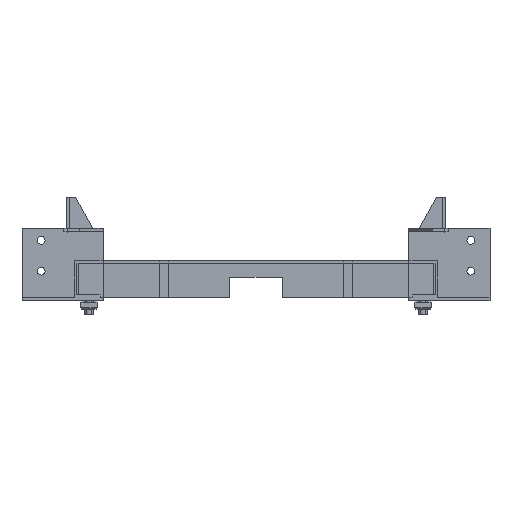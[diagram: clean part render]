
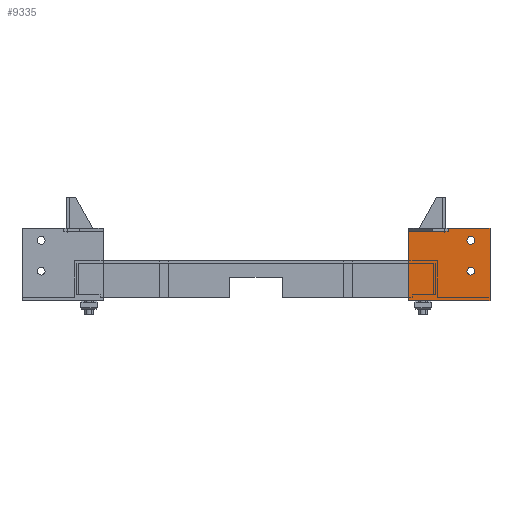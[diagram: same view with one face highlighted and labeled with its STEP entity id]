
A CAD part, front view. The second image highlights one B-rep face of the part: STEP entity #9335.
In plain terms, the highlighted planar face has unit normal (0, -1, 0).
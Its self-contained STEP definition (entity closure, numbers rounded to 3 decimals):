
#108 = CARTESIAN_POINT ( 'NONE',  ( 124.5, -1063., -29. ) ) ;
#271 = LINE ( 'NONE', #13366, #20565 ) ;
#464 = DIRECTION ( 'NONE',  ( 0., 0., 1. ) ) ;
#467 = DIRECTION ( 'NONE',  ( 0., 1., 0. ) ) ;
#619 = DIRECTION ( 'NONE',  ( 0., 1., 0. ) ) ;
#1089 = DIRECTION ( 'NONE',  ( 0., 0., 1. ) ) ;
#1181 = DIRECTION ( 'NONE',  ( 0., 0., 1. ) ) ;
#1235 = ORIENTED_EDGE ( 'NONE', *, *, #20170, .T. ) ;
#1348 = CARTESIAN_POINT ( 'NONE',  ( 124.5, -1063., -32.5 ) ) ;
#1476 = EDGE_CURVE ( 'NONE', #4208, #17742, #18791, .T. ) ;
#1615 = EDGE_LOOP ( 'NONE', ( #7888, #4597, #18766, #20884, #2337, #18059, #5777, #7564, #3090, #7198, #10523, #15871 ) ) ;
#1990 = CARTESIAN_POINT ( 'NONE',  ( 124.5, -1063., 24. ) ) ;
#2094 = DIRECTION ( 'NONE',  ( 0., 1., 0. ) ) ;
#2153 = CARTESIAN_POINT ( 'NONE',  ( 157.5, -1063., -32.5 ) ) ;
#2255 = CARTESIAN_POINT ( 'NONE',  ( 157.5, -1063., 24. ) ) ;
#2305 = AXIS2_PLACEMENT_3D ( 'NONE', #3814, #13834, #15372 ) ;
#2337 = ORIENTED_EDGE ( 'NONE', *, *, #1476, .F. ) ;
#2349 = VECTOR ( 'NONE', #7465, 1000. ) ;
#2361 = VECTOR ( 'NONE', #9061, 1000. ) ;
#2386 = LINE ( 'NONE', #4016, #3608 ) ;
#2577 = LINE ( 'NONE', #2153, #2361 ) ;
#3090 = ORIENTED_EDGE ( 'NONE', *, *, #16212, .F. ) ;
#3264 = VERTEX_POINT ( 'NONE', #5670 ) ;
#3349 = CARTESIAN_POINT ( 'NONE',  ( 124.5, -1063., 23. ) ) ;
#3426 = CARTESIAN_POINT ( 'NONE',  ( 175., -1063., -8.5 ) ) ;
#3583 = EDGE_LOOP ( 'NONE', ( #11074, #1235 ) ) ;
#3608 = VECTOR ( 'NONE', #20658, 1000. ) ;
#3814 = CARTESIAN_POINT ( 'NONE',  ( 175., -1063., -8.5 ) ) ;
#3878 = CARTESIAN_POINT ( 'NONE',  ( 157.5, -1063., -3. ) ) ;
#3928 = CARTESIAN_POINT ( 'NONE',  ( 124.5, -1063., -3. ) ) ;
#4016 = CARTESIAN_POINT ( 'NONE',  ( 153.5, -1063., 23. ) ) ;
#4138 = EDGE_CURVE ( 'NONE', #15447, #16940, #16333, .T. ) ;
#4208 = VERTEX_POINT ( 'NONE', #11104 ) ;
#4576 = CARTESIAN_POINT ( 'NONE',  ( 187.5, -1063., 26.5 ) ) ;
#4597 = ORIENTED_EDGE ( 'NONE', *, *, #13505, .T. ) ;
#4609 = DIRECTION ( 'NONE',  ( 1., 0., 0. ) ) ;
#4758 = AXIS2_PLACEMENT_3D ( 'NONE', #12081, #20357, #8969 ) ;
#5494 = DIRECTION ( 'NONE',  ( 0., 0., -1. ) ) ;
#5517 = LINE ( 'NONE', #2255, #13556 ) ;
#5670 = CARTESIAN_POINT ( 'NONE',  ( 153.625, -1063., 26.5 ) ) ;
#5692 = VERTEX_POINT ( 'NONE', #13901 ) ;
#5777 = ORIENTED_EDGE ( 'NONE', *, *, #14715, .F. ) ;
#6130 = EDGE_CURVE ( 'NONE', #19252, #15025, #10167, .T. ) ;
#6319 = CARTESIAN_POINT ( 'NONE',  ( 175., -1063., 19.75 ) ) ;
#6397 = LINE ( 'NONE', #18371, #19506 ) ;
#6980 = EDGE_CURVE ( 'NONE', #14787, #20734, #2386, .T. ) ;
#7033 = EDGE_LOOP ( 'NONE', ( #14470, #17019 ) ) ;
#7198 = ORIENTED_EDGE ( 'NONE', *, *, #6980, .T. ) ;
#7465 = DIRECTION ( 'NONE',  ( 1., 0., 0. ) ) ;
#7538 = CARTESIAN_POINT ( 'NONE',  ( 153.625, -1063., 22.875 ) ) ;
#7564 = ORIENTED_EDGE ( 'NONE', *, *, #17793, .F. ) ;
#7888 = ORIENTED_EDGE ( 'NONE', *, *, #4138, .F. ) ;
#7892 = LINE ( 'NONE', #4576, #2349 ) ;
#8182 = VERTEX_POINT ( 'NONE', #8381 ) ;
#8381 = CARTESIAN_POINT ( 'NONE',  ( 175., -1063., -11.75 ) ) ;
#8411 = CARTESIAN_POINT ( 'NONE',  ( 175., -1063., 13.25 ) ) ;
#8868 = VECTOR ( 'NONE', #1089, 1000. ) ;
#8969 = DIRECTION ( 'NONE',  ( 0., 0., 1. ) ) ;
#9061 = DIRECTION ( 'NONE',  ( -1., 0., 0. ) ) ;
#9131 = EDGE_CURVE ( 'NONE', #15025, #19252, #9227, .T. ) ;
#9227 = CIRCLE ( 'NONE', #4758, 3.25 ) ;
#9335 = ADVANCED_FACE ( 'NONE', ( #18563, #12059, #20425 ), #15467, .F. ) ;
#9454 = CARTESIAN_POINT ( 'NONE',  ( 153.5, -1063., 22.875 ) ) ;
#9622 = CARTESIAN_POINT ( 'NONE',  ( 124.5, -1063., 26.5 ) ) ;
#9745 = VERTEX_POINT ( 'NONE', #1348 ) ;
#9767 = VECTOR ( 'NONE', #20346, 1000. ) ;
#9810 = DIRECTION ( 'NONE',  ( 0., 0., -1. ) ) ;
#10167 = CIRCLE ( 'NONE', #18788, 3.25 ) ;
#10452 = DIRECTION ( 'NONE',  ( -1., 0., 0. ) ) ;
#10523 = ORIENTED_EDGE ( 'NONE', *, *, #12209, .T. ) ;
#10631 = VECTOR ( 'NONE', #9810, 1000. ) ;
#10960 = CARTESIAN_POINT ( 'NONE',  ( 190.5, -1063., -29. ) ) ;
#11074 = ORIENTED_EDGE ( 'NONE', *, *, #15108, .T. ) ;
#11104 = CARTESIAN_POINT ( 'NONE',  ( 190.5, -1063., 26.5 ) ) ;
#11344 = VECTOR ( 'NONE', #1181, 1000. ) ;
#11635 = AXIS2_PLACEMENT_3D ( 'NONE', #3878, #619, #17175 ) ;
#11844 = VERTEX_POINT ( 'NONE', #7538 ) ;
#12059 = FACE_BOUND ( 'NONE', #7033, .T. ) ;
#12081 = CARTESIAN_POINT ( 'NONE',  ( 175., -1063., 16.5 ) ) ;
#12209 = EDGE_CURVE ( 'NONE', #20734, #17983, #5517, .T. ) ;
#12271 = CIRCLE ( 'NONE', #2305, 3.25 ) ;
#12447 = CARTESIAN_POINT ( 'NONE',  ( 153.5, -1063., 23. ) ) ;
#12733 = EDGE_CURVE ( 'NONE', #17742, #16709, #6397, .T. ) ;
#13094 = DIRECTION ( 'NONE',  ( 0., 0., -1. ) ) ;
#13366 = CARTESIAN_POINT ( 'NONE',  ( 124.5, -1063., -29. ) ) ;
#13505 = EDGE_CURVE ( 'NONE', #15447, #9745, #271, .T. ) ;
#13556 = VECTOR ( 'NONE', #10452, 1000. ) ;
#13834 = DIRECTION ( 'NONE',  ( 0., 1., 0. ) ) ;
#13838 = EDGE_CURVE ( 'NONE', #16940, #17983, #18824, .T. ) ;
#13901 = CARTESIAN_POINT ( 'NONE',  ( 153.5, -1063., 22.875 ) ) ;
#14172 = CARTESIAN_POINT ( 'NONE',  ( 190.5, -1063., -32.5 ) ) ;
#14420 = LINE ( 'NONE', #20705, #8868 ) ;
#14470 = ORIENTED_EDGE ( 'NONE', *, *, #9131, .T. ) ;
#14706 = EDGE_CURVE ( 'NONE', #3264, #4208, #7892, .T. ) ;
#14715 = EDGE_CURVE ( 'NONE', #11844, #3264, #14420, .T. ) ;
#14787 = VERTEX_POINT ( 'NONE', #12447 ) ;
#15020 = CARTESIAN_POINT ( 'NONE',  ( 153.5, -1063., 24. ) ) ;
#15025 = VERTEX_POINT ( 'NONE', #6319 ) ;
#15108 = EDGE_CURVE ( 'NONE', #21255, #8182, #16186, .T. ) ;
#15205 = DIRECTION ( 'NONE',  ( 0., 0., 1. ) ) ;
#15372 = DIRECTION ( 'NONE',  ( 0., 0., 1. ) ) ;
#15447 = VERTEX_POINT ( 'NONE', #108 ) ;
#15467 = PLANE ( 'NONE',  #11635 ) ;
#15871 = ORIENTED_EDGE ( 'NONE', *, *, #13838, .F. ) ;
#15972 = EDGE_CURVE ( 'NONE', #16709, #9745, #2577, .T. ) ;
#16186 = CIRCLE ( 'NONE', #17205, 3.25 ) ;
#16212 = EDGE_CURVE ( 'NONE', #14787, #5692, #18740, .T. ) ;
#16333 = LINE ( 'NONE', #9622, #11344 ) ;
#16709 = VERTEX_POINT ( 'NONE', #14172 ) ;
#16927 = CARTESIAN_POINT ( 'NONE',  ( 175., -1063., 16.5 ) ) ;
#16940 = VERTEX_POINT ( 'NONE', #3349 ) ;
#17019 = ORIENTED_EDGE ( 'NONE', *, *, #6130, .T. ) ;
#17138 = VECTOR ( 'NONE', #4609, 1000. ) ;
#17175 = DIRECTION ( 'NONE',  ( 1., 0., 0. ) ) ;
#17205 = AXIS2_PLACEMENT_3D ( 'NONE', #3426, #467, #15205 ) ;
#17663 = LINE ( 'NONE', #9454, #17138 ) ;
#17742 = VERTEX_POINT ( 'NONE', #10960 ) ;
#17793 = EDGE_CURVE ( 'NONE', #5692, #11844, #17663, .T. ) ;
#17801 = VECTOR ( 'NONE', #20461, 1000. ) ;
#17983 = VERTEX_POINT ( 'NONE', #1990 ) ;
#18059 = ORIENTED_EDGE ( 'NONE', *, *, #14706, .F. ) ;
#18371 = CARTESIAN_POINT ( 'NONE',  ( 190.5, -1063., -3. ) ) ;
#18563 = FACE_BOUND ( 'NONE', #3583, .T. ) ;
#18740 = LINE ( 'NONE', #20169, #10631 ) ;
#18766 = ORIENTED_EDGE ( 'NONE', *, *, #15972, .F. ) ;
#18788 = AXIS2_PLACEMENT_3D ( 'NONE', #16927, #2094, #464 ) ;
#18791 = LINE ( 'NONE', #20438, #9767 ) ;
#18824 = LINE ( 'NONE', #3928, #17801 ) ;
#19193 = CARTESIAN_POINT ( 'NONE',  ( 175., -1063., -5.25 ) ) ;
#19252 = VERTEX_POINT ( 'NONE', #8411 ) ;
#19506 = VECTOR ( 'NONE', #13094, 1000. ) ;
#20169 = CARTESIAN_POINT ( 'NONE',  ( 153.5, -1063., 23. ) ) ;
#20170 = EDGE_CURVE ( 'NONE', #8182, #21255, #12271, .T. ) ;
#20346 = DIRECTION ( 'NONE',  ( 0., 0., -1. ) ) ;
#20357 = DIRECTION ( 'NONE',  ( 0., 1., 0. ) ) ;
#20425 = FACE_OUTER_BOUND ( 'NONE', #1615, .T. ) ;
#20438 = CARTESIAN_POINT ( 'NONE',  ( 190.5, -1063., 23.5 ) ) ;
#20461 = DIRECTION ( 'NONE',  ( 0., 0., 1. ) ) ;
#20565 = VECTOR ( 'NONE', #5494, 1000. ) ;
#20658 = DIRECTION ( 'NONE',  ( 0., 0., 1. ) ) ;
#20705 = CARTESIAN_POINT ( 'NONE',  ( 153.625, -1063., 22.875 ) ) ;
#20734 = VERTEX_POINT ( 'NONE', #15020 ) ;
#20884 = ORIENTED_EDGE ( 'NONE', *, *, #12733, .F. ) ;
#21255 = VERTEX_POINT ( 'NONE', #19193 ) ;
